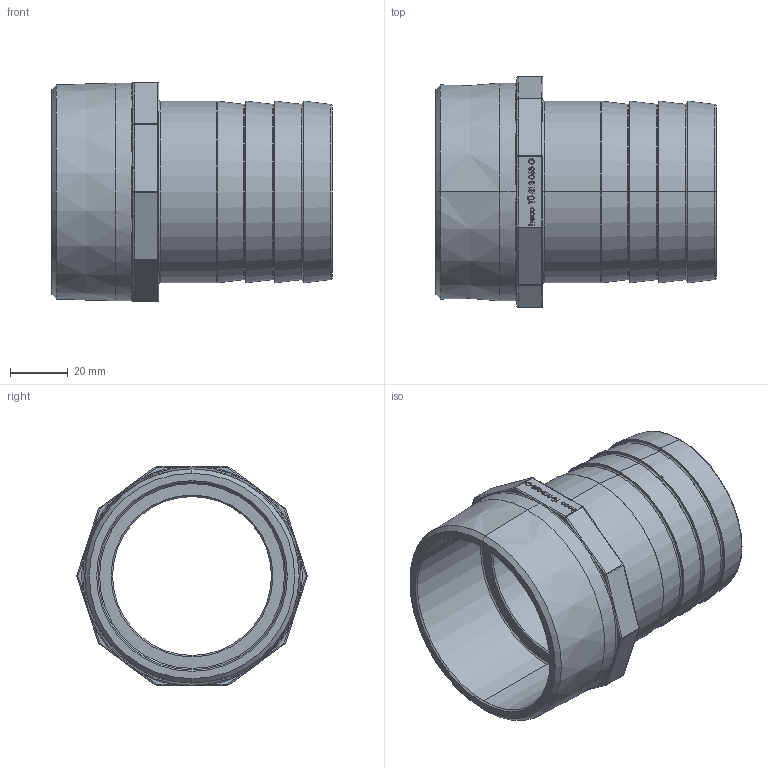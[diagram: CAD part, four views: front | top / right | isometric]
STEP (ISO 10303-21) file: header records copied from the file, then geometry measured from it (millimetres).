
FILE_DESCRIPTION (( 'STEP AP214' ), '1' );
FILE_NAME ('TÜ-212-063-G Tülle.STEP', '2018-05-30T07:28:03', ( '' ), ( '' ), 'SwSTEP 2.0', 'SolidWorks 2016', '' );
FILE_SCHEMA (( 'AUTOMOTIVE_DESIGN' ));
Length unit declared in the file: millimetre
Products named in the file (1): TÜ-212-063-G Tülle
Bounding box: 97 x 79.87 x 76 mm (x, y, z)
Volume: 87101.1 mm3; surface area: 42489.6 mm2
Topology: 1 solids, 1 shells, 378 faces, 920 edges, 564 vertices
Faces by surface type: bspline 143, plane 113, cylinder 48, torus 28, cone 26, sphere 20
Entity records: 19480 total; most frequent: CARTESIAN_POINT 9450, ORIENTED_EDGE 1824, DIRECTION 1322, EDGE_CURVE 912, VERTEX_POINT 560, AXIS2_PLACEMENT_3D 452, LINE 418, VECTOR 418
